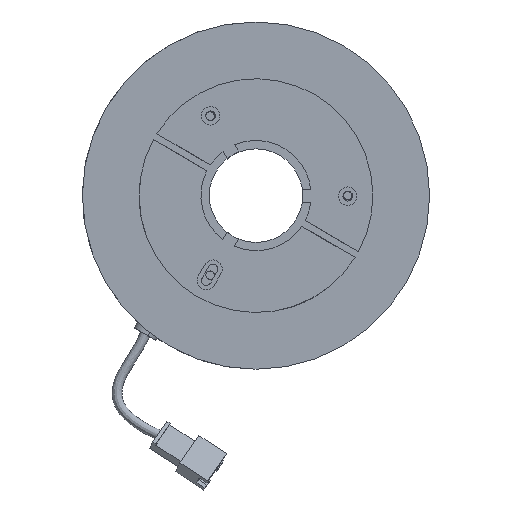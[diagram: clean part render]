
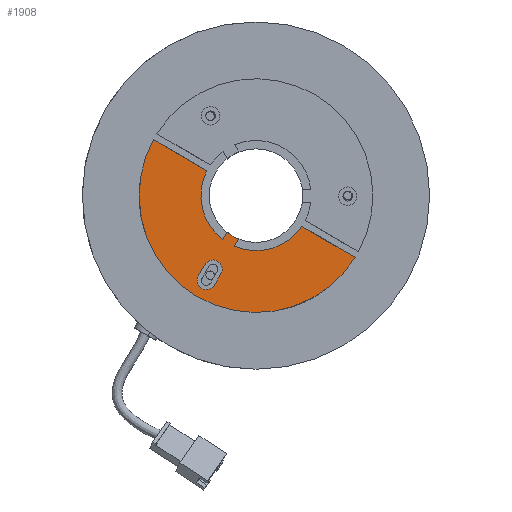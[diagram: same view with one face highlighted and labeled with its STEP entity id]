
A CAD part, front view. The second image highlights one B-rep face of the part: STEP entity #1908.
In plain terms, the highlighted planar face has unit normal (0, -1, 0).
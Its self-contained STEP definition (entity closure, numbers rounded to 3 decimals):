
#714 = VERTEX_POINT ( 'NONE', #3429 ) ;
#715 = VERTEX_POINT ( 'NONE', #3430 ) ;
#720 = VERTEX_POINT ( 'NONE', #3435 ) ;
#722 = VERTEX_POINT ( 'NONE', #3437 ) ;
#726 = VERTEX_POINT ( 'NONE', #3441 ) ;
#727 = VERTEX_POINT ( 'NONE', #3442 ) ;
#728 = VERTEX_POINT ( 'NONE', #3443 ) ;
#732 = VERTEX_POINT ( 'NONE', #3447 ) ;
#737 = VERTEX_POINT ( 'NONE', #3452 ) ;
#739 = VERTEX_POINT ( 'NONE', #3454 ) ;
#740 = VERTEX_POINT ( 'NONE', #3455 ) ;
#741 = VERTEX_POINT ( 'NONE', #3456 ) ;
#745 = VERTEX_POINT ( 'NONE', #3460 ) ;
#1405 = EDGE_LOOP ( 'NONE', ( #1540, #1541, #1542, #1543, #1544, #1545, #1546, #1547 ) ) ;
#1410 = EDGE_LOOP ( 'NONE', ( #1548, #1549, #1550, #1551, #1552 ) ) ;
#1540 = ORIENTED_EDGE ( 'NONE', *, *, #1807, .F. ) ;
#1541 = ORIENTED_EDGE ( 'NONE', *, *, #1804, .T. ) ;
#1542 = ORIENTED_EDGE ( 'NONE', *, *, #1801, .T. ) ;
#1543 = ORIENTED_EDGE ( 'NONE', *, *, #1798, .F. ) ;
#1544 = ORIENTED_EDGE ( 'NONE', *, *, #1795, .T. ) ;
#1545 = ORIENTED_EDGE ( 'NONE', *, *, #1808, .T. ) ;
#1546 = ORIENTED_EDGE ( 'NONE', *, *, #1809, .T. ) ;
#1547 = ORIENTED_EDGE ( 'NONE', *, *, #1810, .T. ) ;
#1548 = ORIENTED_EDGE ( 'NONE', *, *, #1758, .T. ) ;
#1549 = ORIENTED_EDGE ( 'NONE', *, *, #1785, .T. ) ;
#1550 = ORIENTED_EDGE ( 'NONE', *, *, #1767, .T. ) ;
#1551 = ORIENTED_EDGE ( 'NONE', *, *, #1770, .T. ) ;
#1552 = ORIENTED_EDGE ( 'NONE', *, *, #1772, .T. ) ;
#1758 = EDGE_CURVE ( 'NONE', #714, #715, #3816, .T. ) ;
#1767 = EDGE_CURVE ( 'NONE', #720, #722, #3828, .T. ) ;
#1770 = EDGE_CURVE ( 'NONE', #722, #726, #3837, .T. ) ;
#1772 = EDGE_CURVE ( 'NONE', #726, #714, #3840, .T. ) ;
#1785 = EDGE_CURVE ( 'NONE', #715, #720, #3862, .T. ) ;
#1795 = EDGE_CURVE ( 'NONE', #732, #727, #3854, .T. ) ;
#1798 = EDGE_CURVE ( 'NONE', #732, #728, #3876, .T. ) ;
#1801 = EDGE_CURVE ( 'NONE', #739, #728, #3881, .T. ) ;
#1804 = EDGE_CURVE ( 'NONE', #740, #739, #3884, .T. ) ;
#1807 = EDGE_CURVE ( 'NONE', #740, #741, #3891, .T. ) ;
#1808 = EDGE_CURVE ( 'NONE', #727, #737, #3892, .T. ) ;
#1809 = EDGE_CURVE ( 'NONE', #737, #745, #3894, .T. ) ;
#1810 = EDGE_CURVE ( 'NONE', #745, #741, #3895, .T. ) ;
#1908 = ADVANCED_FACE ( 'NONE', ( #5594, #5598 ), #5360, .T. ) ;
#2148 = AXIS2_PLACEMENT_3D ( 'NONE', #3718, #3719, #3720 ) ;
#2152 = AXIS2_PLACEMENT_3D ( 'NONE', #3748, #3749, #3750 ) ;
#2158 = AXIS2_PLACEMENT_3D ( 'NONE', #3780, #3781, #3782 ) ;
#2165 = AXIS2_PLACEMENT_3D ( 'NONE', #4096, #4097, #4098 ) ;
#2167 = AXIS2_PLACEMENT_3D ( 'NONE', #4109, #4110, #4111 ) ;
#2169 = AXIS2_PLACEMENT_3D ( 'NONE', #4120, #4121, #4122 ) ;
#2170 = AXIS2_PLACEMENT_3D ( 'NONE', #4123, #4124, #4125 ) ;
#3429 = CARTESIAN_POINT ( 'NONE',  ( -12.53, -10., -26.848 ) ) ;
#3430 = CARTESIAN_POINT ( 'NONE',  ( -16.293, -10., -27.832 ) ) ;
#3435 = CARTESIAN_POINT ( 'NONE',  ( -17.277, -10., -24.069 ) ) ;
#3437 = CARTESIAN_POINT ( 'NONE',  ( -15.256, -10., -20.617 ) ) ;
#3441 = CARTESIAN_POINT ( 'NONE',  ( -10.509, -10., -23.396 ) ) ;
#3442 = CARTESIAN_POINT ( 'NONE',  ( 13.708, -10., -9.183 ) ) ;
#3443 = CARTESIAN_POINT ( 'NONE',  ( -30.698, -10., 16.812 ) ) ;
#3447 = CARTESIAN_POINT ( 'NONE',  ( 29.688, -10., -18.538 ) ) ;
#3452 = CARTESIAN_POINT ( 'NONE',  ( -6.548, -10., -15.145 ) ) ;
#3454 = CARTESIAN_POINT ( 'NONE',  ( -14.719, -10., 7.457 ) ) ;
#3455 = CARTESIAN_POINT ( 'NONE',  ( -10., -10., -13.124 ) ) ;
#3456 = CARTESIAN_POINT ( 'NONE',  ( -8.737, -10., -10.967 ) ) ;
#3460 = CARTESIAN_POINT ( 'NONE',  ( -5.285, -10., -12.987 ) ) ;
#3718 = CARTESIAN_POINT ( 'NONE',  ( -14.903, -10., -25.459 ) ) ;
#3719 = DIRECTION ( 'NONE',  ( 0., 1., 0. ) ) ;
#3720 = DIRECTION ( 'NONE',  ( -0.505, 0., -0.863 ) ) ;
#3728 = CARTESIAN_POINT ( 'NONE',  ( -2.373, -10., 1.389 ) ) ;
#3740 = DIRECTION ( 'NONE',  ( 0.505, 0., 0.863 ) ) ;
#3748 = CARTESIAN_POINT ( 'NONE',  ( -12.883, -10., -22.007 ) ) ;
#3749 = DIRECTION ( 'NONE',  ( 0., 1., 0. ) ) ;
#3750 = DIRECTION ( 'NONE',  ( -0.505, 0., -0.863 ) ) ;
#3751 = CARTESIAN_POINT ( 'NONE',  ( 2.373, -10., -1.389 ) ) ;
#3752 = DIRECTION ( 'NONE',  ( -0.505, 0., -0.863 ) ) ;
#3780 = CARTESIAN_POINT ( 'NONE',  ( -14.903, -10., -25.459 ) ) ;
#3781 = DIRECTION ( 'NONE',  ( 0., 1., 0. ) ) ;
#3782 = DIRECTION ( 'NONE',  ( -0.505, 0., -0.863 ) ) ;
#3816 = CIRCLE ( 'NONE', #2148, 2.75 ) ;
#3828 = LINE ( 'NONE', #3728, #3835 ) ;
#3835 = VECTOR ( 'NONE', #3740, 1000. ) ;
#3837 = CIRCLE ( 'NONE', #2152, 2.75 ) ;
#3840 = LINE ( 'NONE', #3751, #3843 ) ;
#3843 = VECTOR ( 'NONE', #3752, 1000. ) ;
#3854 = LINE ( 'NONE', #4084, #3873 ) ;
#3862 = CIRCLE ( 'NONE', #2158, 2.75 ) ;
#3873 = VECTOR ( 'NONE', #4089, 1000. ) ;
#3876 = CIRCLE ( 'NONE', #2165, 35. ) ;
#3881 = LINE ( 'NONE', #4094, #3883 ) ;
#3883 = VECTOR ( 'NONE', #4095, 1000. ) ;
#3884 = CIRCLE ( 'NONE', #2167, 16.5 ) ;
#3891 = LINE ( 'NONE', #4112, #3893 ) ;
#3892 = CIRCLE ( 'NONE', #2169, 16.5 ) ;
#3893 = VECTOR ( 'NONE', #4108, 1000. ) ;
#3894 = LINE ( 'NONE', #4113, #3896 ) ;
#3895 = CIRCLE ( 'NONE', #2170, 14.022 ) ;
#3896 = VECTOR ( 'NONE', #4114, 1000. ) ;
#4084 = CARTESIAN_POINT ( 'NONE',  ( -67.065, -10., 38.101 ) ) ;
#4089 = DIRECTION ( 'NONE',  ( -0.863, 0., 0.505 ) ) ;
#4094 = CARTESIAN_POINT ( 'NONE',  ( -67.065, -10., 38.101 ) ) ;
#4095 = DIRECTION ( 'NONE',  ( -0.863, 0., 0.505 ) ) ;
#4096 = CARTESIAN_POINT ( 'NONE',  ( 0., -10., 0. ) ) ;
#4097 = DIRECTION ( 'NONE',  ( 0., 1., 0. ) ) ;
#4098 = DIRECTION ( 'NONE',  ( 0.505, 0., 0.863 ) ) ;
#4108 = DIRECTION ( 'NONE',  ( 0.505, 0., 0.863 ) ) ;
#4109 = CARTESIAN_POINT ( 'NONE',  ( 0., -10., 0. ) ) ;
#4110 = DIRECTION ( 'NONE',  ( 0., 1., 0. ) ) ;
#4111 = DIRECTION ( 'NONE',  ( 0.505, 0., 0.863 ) ) ;
#4112 = CARTESIAN_POINT ( 'NONE',  ( -1.726, -10., 1.01 ) ) ;
#4113 = CARTESIAN_POINT ( 'NONE',  ( 1.726, -10., -1.01 ) ) ;
#4114 = DIRECTION ( 'NONE',  ( 0.505, 0., 0.863 ) ) ;
#4120 = CARTESIAN_POINT ( 'NONE',  ( 0., -10., 0. ) ) ;
#4121 = DIRECTION ( 'NONE',  ( 0., 1., 0. ) ) ;
#4122 = DIRECTION ( 'NONE',  ( 0.505, 0., 0.863 ) ) ;
#4123 = CARTESIAN_POINT ( 'NONE',  ( 0., -10., 0. ) ) ;
#4124 = DIRECTION ( 'NONE',  ( 0., 1., 0. ) ) ;
#4125 = DIRECTION ( 'NONE',  ( 0.505, 0., 0.863 ) ) ;
#4995 = AXIS2_PLACEMENT_3D ( 'NONE', #5367, #5368, #5369 ) ;
#5360 = PLANE ( 'NONE',  #4995 ) ;
#5367 = CARTESIAN_POINT ( 'NONE',  ( -66.56, -10., 38.964 ) ) ;
#5368 = DIRECTION ( 'NONE',  ( 0., -1., 0. ) ) ;
#5369 = DIRECTION ( 'NONE',  ( -0.505, 0., -0.863 ) ) ;
#5594 = FACE_OUTER_BOUND ( 'NONE', #1405, .T. ) ;
#5598 = FACE_BOUND ( 'NONE', #1410, .T. ) ;
